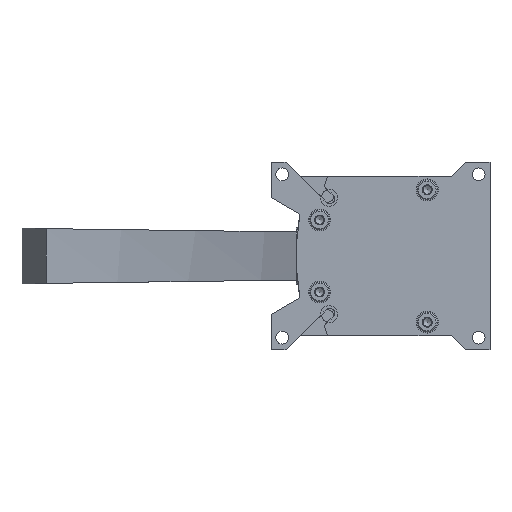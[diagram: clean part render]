
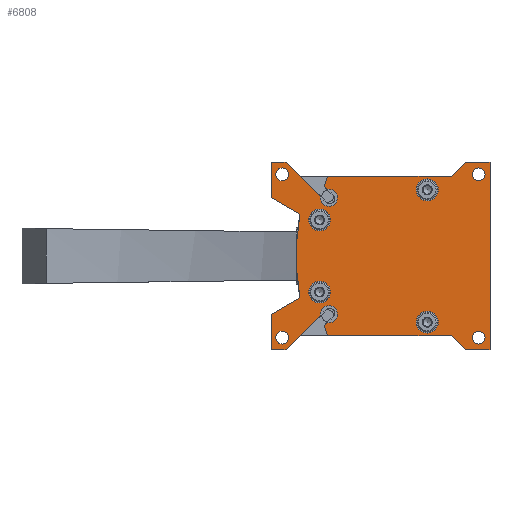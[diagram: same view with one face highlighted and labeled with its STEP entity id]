
A CAD part, front view. The second image highlights one B-rep face of the part: STEP entity #6808.
In plain terms, the highlighted planar face has unit normal (0, -1, 0).
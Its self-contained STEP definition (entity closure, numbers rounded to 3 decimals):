
#79=PLANE('',#7340);
#404=LINE('',#10327,#978);
#407=LINE('',#10333,#981);
#410=LINE('',#10339,#984);
#413=LINE('',#10345,#987);
#417=LINE('',#10357,#991);
#421=LINE('',#10369,#995);
#424=LINE('',#10375,#998);
#427=LINE('',#10381,#1001);
#453=LINE('',#10455,#1027);
#456=LINE('',#10461,#1030);
#459=LINE('',#10467,#1033);
#462=LINE('',#10473,#1036);
#466=LINE('',#10485,#1040);
#470=LINE('',#10497,#1044);
#473=LINE('',#10503,#1047);
#476=LINE('',#10509,#1050);
#479=LINE('',#10515,#1053);
#978=VECTOR('',#8113,1000.);
#981=VECTOR('',#8118,1000.);
#984=VECTOR('',#8123,1000.);
#987=VECTOR('',#8128,1000.);
#991=VECTOR('',#8140,1000.);
#995=VECTOR('',#8152,1000.);
#998=VECTOR('',#8157,1000.);
#1001=VECTOR('',#8162,1000.);
#1027=VECTOR('',#8212,1000.);
#1030=VECTOR('',#8217,1000.);
#1033=VECTOR('',#8222,1000.);
#1036=VECTOR('',#8227,1000.);
#1040=VECTOR('',#8239,1000.);
#1044=VECTOR('',#8251,1000.);
#1047=VECTOR('',#8256,1000.);
#1050=VECTOR('',#8261,1000.);
#1053=VECTOR('',#8266,1000.);
#1545=CIRCLE('',#7230,86.);
#1575=CIRCLE('',#7291,3.);
#1577=CIRCLE('',#7295,80.);
#1590=CIRCLE('',#7316,80.);
#1592=CIRCLE('',#7320,3.);
#1595=CIRCLE('',#7328,2.25);
#1597=CIRCLE('',#7331,2.25);
#1599=CIRCLE('',#7334,2.25);
#1601=CIRCLE('',#7337,2.25);
#1603=CIRCLE('',#7341,3.85);
#1604=CIRCLE('',#7342,3.85);
#1605=CIRCLE('',#7343,3.85);
#1606=CIRCLE('',#7344,3.85);
#2065=ORIENTED_EDGE('',*,*,#3985,.F.);
#2066=ORIENTED_EDGE('',*,*,#3986,.F.);
#2067=ORIENTED_EDGE('',*,*,#3987,.F.);
#2068=ORIENTED_EDGE('',*,*,#3988,.F.);
#2069=ORIENTED_EDGE('',*,*,#3983,.T.);
#2070=ORIENTED_EDGE('',*,*,#3981,.T.);
#2071=ORIENTED_EDGE('',*,*,#3979,.T.);
#2072=ORIENTED_EDGE('',*,*,#3977,.T.);
#2073=ORIENTED_EDGE('',*,*,#3880,.F.);
#2074=ORIENTED_EDGE('',*,*,#3817,.F.);
#2075=ORIENTED_EDGE('',*,*,#3974,.F.);
#2076=ORIENTED_EDGE('',*,*,#3971,.F.);
#2077=ORIENTED_EDGE('',*,*,#3968,.F.);
#2078=ORIENTED_EDGE('',*,*,#3965,.F.);
#2079=ORIENTED_EDGE('',*,*,#3962,.T.);
#2080=ORIENTED_EDGE('',*,*,#3959,.F.);
#2081=ORIENTED_EDGE('',*,*,#3956,.F.);
#2082=ORIENTED_EDGE('',*,*,#3953,.F.);
#2083=ORIENTED_EDGE('',*,*,#3950,.F.);
#2084=ORIENTED_EDGE('',*,*,#3947,.F.);
#2085=ORIENTED_EDGE('',*,*,#3944,.F.);
#2086=ORIENTED_EDGE('',*,*,#3907,.F.);
#2087=ORIENTED_EDGE('',*,*,#3904,.F.);
#2088=ORIENTED_EDGE('',*,*,#3901,.F.);
#2089=ORIENTED_EDGE('',*,*,#3898,.F.);
#2090=ORIENTED_EDGE('',*,*,#3895,.F.);
#2091=ORIENTED_EDGE('',*,*,#3892,.T.);
#2092=ORIENTED_EDGE('',*,*,#3889,.F.);
#2093=ORIENTED_EDGE('',*,*,#3886,.F.);
#2094=ORIENTED_EDGE('',*,*,#3883,.F.);
#3817=EDGE_CURVE('',#4801,#4802,#1545,.T.);
#3880=EDGE_CURVE('',#4802,#4840,#404,.T.);
#3883=EDGE_CURVE('',#4840,#4842,#407,.T.);
#3886=EDGE_CURVE('',#4842,#4844,#410,.T.);
#3889=EDGE_CURVE('',#4844,#4846,#413,.T.);
#3892=EDGE_CURVE('',#4848,#4846,#1575,.T.);
#3895=EDGE_CURVE('',#4848,#4850,#417,.T.);
#3898=EDGE_CURVE('',#4850,#4852,#1577,.T.);
#3901=EDGE_CURVE('',#4852,#4854,#421,.T.);
#3904=EDGE_CURVE('',#4854,#4856,#424,.T.);
#3907=EDGE_CURVE('',#4856,#4858,#427,.T.);
#3944=EDGE_CURVE('',#4858,#4894,#453,.T.);
#3947=EDGE_CURVE('',#4894,#4896,#456,.T.);
#3950=EDGE_CURVE('',#4896,#4898,#459,.T.);
#3953=EDGE_CURVE('',#4898,#4900,#462,.T.);
#3956=EDGE_CURVE('',#4900,#4902,#1590,.T.);
#3959=EDGE_CURVE('',#4902,#4904,#466,.T.);
#3962=EDGE_CURVE('',#4906,#4904,#1592,.T.);
#3965=EDGE_CURVE('',#4906,#4908,#470,.T.);
#3968=EDGE_CURVE('',#4908,#4910,#473,.T.);
#3971=EDGE_CURVE('',#4910,#4912,#476,.T.);
#3974=EDGE_CURVE('',#4912,#4801,#479,.T.);
#3977=EDGE_CURVE('',#4915,#4915,#1595,.T.);
#3979=EDGE_CURVE('',#4917,#4917,#1597,.T.);
#3981=EDGE_CURVE('',#4919,#4919,#1599,.T.);
#3983=EDGE_CURVE('',#4921,#4921,#1601,.T.);
#3985=EDGE_CURVE('',#4923,#4923,#1603,.T.);
#3986=EDGE_CURVE('',#4924,#4924,#1604,.T.);
#3987=EDGE_CURVE('',#4925,#4925,#1605,.T.);
#3988=EDGE_CURVE('',#4926,#4926,#1606,.T.);
#4801=VERTEX_POINT('',#10105);
#4802=VERTEX_POINT('',#10106);
#4840=VERTEX_POINT('',#10328);
#4842=VERTEX_POINT('',#10334);
#4844=VERTEX_POINT('',#10340);
#4846=VERTEX_POINT('',#10346);
#4848=VERTEX_POINT('',#10352);
#4850=VERTEX_POINT('',#10358);
#4852=VERTEX_POINT('',#10364);
#4854=VERTEX_POINT('',#10370);
#4856=VERTEX_POINT('',#10376);
#4858=VERTEX_POINT('',#10382);
#4894=VERTEX_POINT('',#10456);
#4896=VERTEX_POINT('',#10462);
#4898=VERTEX_POINT('',#10468);
#4900=VERTEX_POINT('',#10474);
#4902=VERTEX_POINT('',#10480);
#4904=VERTEX_POINT('',#10486);
#4906=VERTEX_POINT('',#10492);
#4908=VERTEX_POINT('',#10498);
#4910=VERTEX_POINT('',#10504);
#4912=VERTEX_POINT('',#10510);
#4915=VERTEX_POINT('',#10521);
#4917=VERTEX_POINT('',#10526);
#4919=VERTEX_POINT('',#10531);
#4921=VERTEX_POINT('',#10536);
#4923=VERTEX_POINT('',#10542);
#4924=VERTEX_POINT('',#10544);
#4925=VERTEX_POINT('',#10546);
#4926=VERTEX_POINT('',#10548);
#5617=EDGE_LOOP('',(#2065));
#5618=EDGE_LOOP('',(#2066));
#5619=EDGE_LOOP('',(#2067));
#5620=EDGE_LOOP('',(#2068));
#5621=EDGE_LOOP('',(#2069));
#5622=EDGE_LOOP('',(#2070));
#5623=EDGE_LOOP('',(#2071));
#5624=EDGE_LOOP('',(#2072));
#5625=EDGE_LOOP('',(#2073,#2074,#2075,#2076,#2077,#2078,#2079,#2080,#2081,
#2082,#2083,#2084,#2085,#2086,#2087,#2088,#2089,#2090,#2091,#2092,#2093,
#2094));
#6171=FACE_BOUND('',#5617,.T.);
#6172=FACE_BOUND('',#5618,.T.);
#6173=FACE_BOUND('',#5619,.T.);
#6174=FACE_BOUND('',#5620,.T.);
#6175=FACE_BOUND('',#5621,.T.);
#6176=FACE_BOUND('',#5622,.T.);
#6177=FACE_BOUND('',#5623,.T.);
#6178=FACE_BOUND('',#5624,.T.);
#6179=FACE_BOUND('',#5625,.T.);
#6808=ADVANCED_FACE('',(#6171,#6172,#6173,#6174,#6175,#6176,#6177,#6178,
#6179),#79,.F.);
#7230=AXIS2_PLACEMENT_3D('',#10104,#7992,#7993);
#7291=AXIS2_PLACEMENT_3D('',#10351,#8133,#8134);
#7295=AXIS2_PLACEMENT_3D('',#10363,#8145,#8146);
#7316=AXIS2_PLACEMENT_3D('',#10479,#8232,#8233);
#7320=AXIS2_PLACEMENT_3D('',#10491,#8244,#8245);
#7328=AXIS2_PLACEMENT_3D('',#10520,#8272,#8273);
#7331=AXIS2_PLACEMENT_3D('',#10525,#8278,#8279);
#7334=AXIS2_PLACEMENT_3D('',#10530,#8284,#8285);
#7337=AXIS2_PLACEMENT_3D('',#10535,#8290,#8291);
#7340=AXIS2_PLACEMENT_3D('',#10540,#8296,#8297);
#7341=AXIS2_PLACEMENT_3D('',#10541,#8298,#8299);
#7342=AXIS2_PLACEMENT_3D('',#10543,#8300,#8301);
#7343=AXIS2_PLACEMENT_3D('',#10545,#8302,#8303);
#7344=AXIS2_PLACEMENT_3D('',#10547,#8304,#8305);
#7992=DIRECTION('',(0.,1.,0.));
#7993=DIRECTION('',(1.,0.,0.));
#8113=DIRECTION('',(-0.866,0.,0.5));
#8118=DIRECTION('',(0.,0.,1.));
#8123=DIRECTION('',(1.,0.,0.));
#8128=DIRECTION('',(0.707,0.,-0.707));
#8133=DIRECTION('',(0.,1.,0.));
#8134=DIRECTION('',(1.,0.,0.));
#8140=DIRECTION('',(-0.707,0.,0.707));
#8145=DIRECTION('',(0.,1.,0.));
#8146=DIRECTION('',(1.,0.,0.));
#8152=DIRECTION('',(1.,0.,0.));
#8157=DIRECTION('',(0.707,0.,0.707));
#8162=DIRECTION('',(1.,0.,0.));
#8212=DIRECTION('',(0.,0.,-1.));
#8217=DIRECTION('',(-1.,0.,0.));
#8222=DIRECTION('',(-0.707,0.,0.707));
#8227=DIRECTION('',(-1.,0.,0.));
#8232=DIRECTION('',(0.,1.,0.));
#8233=DIRECTION('',(1.,0.,0.));
#8239=DIRECTION('',(0.707,0.,0.707));
#8244=DIRECTION('',(0.,1.,0.));
#8245=DIRECTION('',(1.,0.,0.));
#8251=DIRECTION('',(-0.707,0.,-0.707));
#8256=DIRECTION('',(-1.,0.,0.));
#8261=DIRECTION('',(0.,0.,1.));
#8266=DIRECTION('',(0.866,0.,0.5));
#8272=DIRECTION('',(0.,1.,0.));
#8273=DIRECTION('',(1.,0.,0.));
#8278=DIRECTION('',(0.,1.,0.));
#8279=DIRECTION('',(1.,0.,0.));
#8284=DIRECTION('',(0.,1.,0.));
#8285=DIRECTION('',(1.,0.,0.));
#8290=DIRECTION('',(0.,1.,0.));
#8291=DIRECTION('',(1.,0.,0.));
#8296=DIRECTION('',(0.,1.,0.));
#8297=DIRECTION('',(0.,0.,1.));
#8298=DIRECTION('',(0.,-1.,0.));
#8299=DIRECTION('',(0.,0.,-1.));
#8300=DIRECTION('',(0.,-1.,0.));
#8301=DIRECTION('',(0.,0.,-1.));
#8302=DIRECTION('',(0.,-1.,0.));
#8303=DIRECTION('',(0.,0.,-1.));
#8304=DIRECTION('',(0.,-1.,0.));
#8305=DIRECTION('',(0.,0.,-1.));
#10104=CARTESIAN_POINT('',(54.,0.,0.));
#10105=CARTESIAN_POINT('',(-30.726,0.,-14.75));
#10106=CARTESIAN_POINT('',(-30.726,0.,14.75));
#10327=CARTESIAN_POINT('',(-30.726,0.,14.75));
#10328=CARTESIAN_POINT('',(-40.8,0.,20.566));
#10333=CARTESIAN_POINT('',(-40.8,0.,20.566));
#10334=CARTESIAN_POINT('',(-40.8,0.,33.));
#10339=CARTESIAN_POINT('',(-40.8,0.,33.));
#10340=CARTESIAN_POINT('',(-35.616,0.,33.));
#10345=CARTESIAN_POINT('',(-35.616,0.,33.));
#10346=CARTESIAN_POINT('',(-23.478,0.,20.862));
#10351=CARTESIAN_POINT('',(-20.5,0.,20.5));
#10352=CARTESIAN_POINT('',(-20.862,0.,23.478));
#10357=CARTESIAN_POINT('',(-20.862,0.,23.478));
#10358=CARTESIAN_POINT('',(-22.09,0.,24.706));
#10363=CARTESIAN_POINT('',(54.,0.,0.));
#10364=CARTESIAN_POINT('',(-20.94,0.,28.));
#10369=CARTESIAN_POINT('',(-20.94,0.,28.));
#10370=CARTESIAN_POINT('',(22.5,0.,28.));
#10375=CARTESIAN_POINT('',(22.5,0.,28.));
#10376=CARTESIAN_POINT('',(27.5,0.,33.));
#10381=CARTESIAN_POINT('',(27.5,0.,33.));
#10382=CARTESIAN_POINT('',(36.2,0.,33.));
#10455=CARTESIAN_POINT('',(36.2,0.,33.));
#10456=CARTESIAN_POINT('',(36.2,0.,-33.));
#10461=CARTESIAN_POINT('',(36.2,0.,-33.));
#10462=CARTESIAN_POINT('',(27.5,0.,-33.));
#10467=CARTESIAN_POINT('',(27.5,0.,-33.));
#10468=CARTESIAN_POINT('',(22.5,0.,-28.));
#10473=CARTESIAN_POINT('',(22.5,0.,-28.));
#10474=CARTESIAN_POINT('',(-20.94,0.,-28.));
#10479=CARTESIAN_POINT('',(54.,0.,0.));
#10480=CARTESIAN_POINT('',(-22.09,0.,-24.706));
#10485=CARTESIAN_POINT('',(-22.09,0.,-24.706));
#10486=CARTESIAN_POINT('',(-20.862,0.,-23.478));
#10491=CARTESIAN_POINT('',(-20.5,0.,-20.5));
#10492=CARTESIAN_POINT('',(-23.478,0.,-20.862));
#10497=CARTESIAN_POINT('',(-23.478,0.,-20.862));
#10498=CARTESIAN_POINT('',(-35.616,0.,-33.));
#10503=CARTESIAN_POINT('',(-35.616,0.,-33.));
#10504=CARTESIAN_POINT('',(-40.8,0.,-33.));
#10509=CARTESIAN_POINT('',(-40.8,0.,-33.));
#10510=CARTESIAN_POINT('',(-40.8,0.,-20.566));
#10515=CARTESIAN_POINT('',(-40.8,0.,-20.566));
#10520=CARTESIAN_POINT('',(32.2,0.,-28.75));
#10521=CARTESIAN_POINT('',(34.45,0.,-28.75));
#10525=CARTESIAN_POINT('',(32.2,0.,28.75));
#10526=CARTESIAN_POINT('',(34.45,0.,28.75));
#10530=CARTESIAN_POINT('',(-37.,0.,-28.75));
#10531=CARTESIAN_POINT('',(-34.75,0.,-28.75));
#10535=CARTESIAN_POINT('',(-37.,0.,28.75));
#10536=CARTESIAN_POINT('',(-34.75,0.,28.75));
#10540=CARTESIAN_POINT('',(-20.5,0.,20.5));
#10541=CARTESIAN_POINT('',(-23.8,0.,12.7));
#10542=CARTESIAN_POINT('',(-23.8,0.,8.85));
#10543=CARTESIAN_POINT('',(-23.8,0.,-12.7));
#10544=CARTESIAN_POINT('',(-23.8,0.,-16.55));
#10545=CARTESIAN_POINT('',(14.1,0.,23.3));
#10546=CARTESIAN_POINT('',(14.1,0.,19.45));
#10547=CARTESIAN_POINT('',(14.1,0.,-23.3));
#10548=CARTESIAN_POINT('',(14.1,0.,-27.15));
